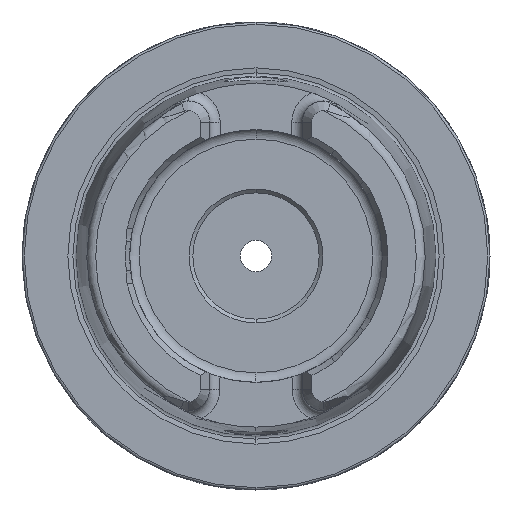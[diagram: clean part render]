
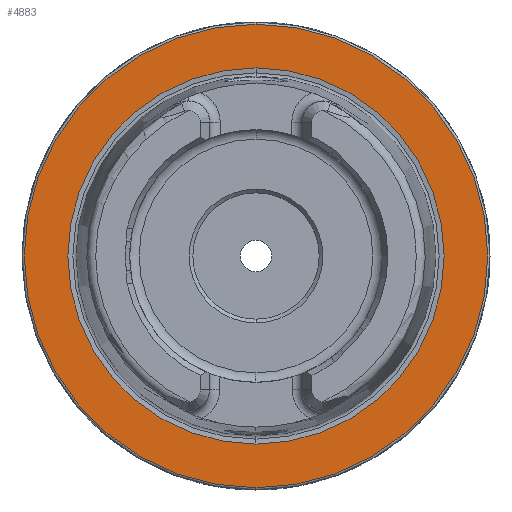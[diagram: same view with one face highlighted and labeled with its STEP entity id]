
A CAD part, left-side view. The second image highlights one B-rep face of the part: STEP entity #4883.
In plain terms, the highlighted planar face has unit normal (-1, 0, 0).
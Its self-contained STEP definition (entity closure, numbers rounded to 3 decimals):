
#526 = CIRCLE ( 'NONE', #3891, 31.2 ) ;
#640 = FACE_OUTER_BOUND ( 'NONE', #7400, .T. ) ;
#899 = CIRCLE ( 'NONE', #5221, 25.324 ) ;
#1033 = DIRECTION ( 'NONE',  ( -1., 0., 0. ) ) ;
#1436 = EDGE_CURVE ( 'NONE', #4626, #2357, #10181, .T. ) ;
#1569 = EDGE_LOOP ( 'NONE', ( #4403, #4463 ) ) ;
#1691 = ORIENTED_EDGE ( 'NONE', *, *, #4440, .T. ) ;
#1931 = CARTESIAN_POINT ( 'NONE',  ( 0., 0., 0. ) ) ;
#1967 = EDGE_CURVE ( 'NONE', #4671, #9304, #8579, .T. ) ;
#1982 = DIRECTION ( 'NONE',  ( -1., 0., 0. ) ) ;
#2357 = VERTEX_POINT ( 'NONE', #7671 ) ;
#2641 = DIRECTION ( 'NONE',  ( 0., 0., 1. ) ) ;
#2870 = CARTESIAN_POINT ( 'NONE',  ( 0., 0., 0. ) ) ;
#3646 = DIRECTION ( 'NONE',  ( 0., 0., 1. ) ) ;
#3720 = DIRECTION ( 'NONE',  ( 0., 0., 1. ) ) ;
#3891 = AXIS2_PLACEMENT_3D ( 'NONE', #10030, #8177, #5678 ) ;
#3938 = DIRECTION ( 'NONE',  ( 0., 0., -1. ) ) ;
#4403 = ORIENTED_EDGE ( 'NONE', *, *, #1967, .F. ) ;
#4440 = EDGE_CURVE ( 'NONE', #2357, #4626, #526, .T. ) ;
#4463 = ORIENTED_EDGE ( 'NONE', *, *, #10089, .F. ) ;
#4626 = VERTEX_POINT ( 'NONE', #6137 ) ;
#4671 = VERTEX_POINT ( 'NONE', #6371 ) ;
#4883 = ADVANCED_FACE ( 'NONE', ( #10435, #640 ), #5546, .F. ) ;
#5221 = AXIS2_PLACEMENT_3D ( 'NONE', #8542, #1033, #2641 ) ;
#5546 = PLANE ( 'NONE',  #9116 ) ;
#5645 = CARTESIAN_POINT ( 'NONE',  ( 0., 0., -25.324 ) ) ;
#5678 = DIRECTION ( 'NONE',  ( 0., 0., 1. ) ) ;
#6137 = CARTESIAN_POINT ( 'NONE',  ( 0., 0., 31.2 ) ) ;
#6371 = CARTESIAN_POINT ( 'NONE',  ( 0., 0., 25.324 ) ) ;
#6446 = CARTESIAN_POINT ( 'NONE',  ( 0., 31.2, 0. ) ) ;
#6559 = DIRECTION ( 'NONE',  ( 1., 0., 0. ) ) ;
#7400 = EDGE_LOOP ( 'NONE', ( #9043, #1691 ) ) ;
#7671 = CARTESIAN_POINT ( 'NONE',  ( 0., 0., -31.2 ) ) ;
#7723 = AXIS2_PLACEMENT_3D ( 'NONE', #2870, #1982, #3646 ) ;
#8177 = DIRECTION ( 'NONE',  ( -1., 0., 0. ) ) ;
#8542 = CARTESIAN_POINT ( 'NONE',  ( 0., 0., 0. ) ) ;
#8579 = CIRCLE ( 'NONE', #7723, 25.324 ) ;
#8711 = DIRECTION ( 'NONE',  ( -1., 0., 0. ) ) ;
#9043 = ORIENTED_EDGE ( 'NONE', *, *, #1436, .T. ) ;
#9116 = AXIS2_PLACEMENT_3D ( 'NONE', #6446, #6559, #3938 ) ;
#9304 = VERTEX_POINT ( 'NONE', #5645 ) ;
#10030 = CARTESIAN_POINT ( 'NONE',  ( 0., 0., 0. ) ) ;
#10089 = EDGE_CURVE ( 'NONE', #9304, #4671, #899, .T. ) ;
#10181 = CIRCLE ( 'NONE', #10224, 31.2 ) ;
#10224 = AXIS2_PLACEMENT_3D ( 'NONE', #1931, #8711, #3720 ) ;
#10435 = FACE_BOUND ( 'NONE', #1569, .T. ) ;
